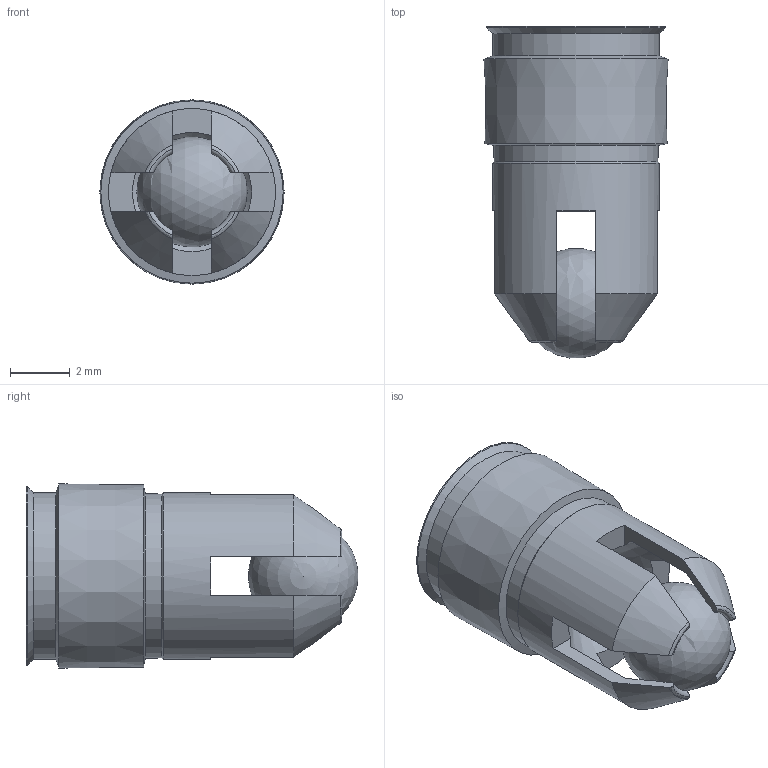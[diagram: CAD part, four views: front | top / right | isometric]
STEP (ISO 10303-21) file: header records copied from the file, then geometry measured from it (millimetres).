
FILE_DESCRIPTION(/* description */ ('STEP AP214'),/* implementation_level */ '2;1');
FILE_NAME(/* name */ '8047365_VABF-L1-14-H2',/* time_stamp */ '2024-09-15T18:19:42+02:00',/* author */ ('License CC BY-ND 4.0'),/* organization */ ('CADENAS'),/* preprocessor_version */ 'ST-DEVELOPER v19.3',/* originating_system */ 'PARTsolutions',/* authorisation */ ' ');
FILE_SCHEMA (('AUTOMOTIVE_DESIGN {1 0 10303 214 3 1 1}'));
Length unit declared in the file: millimetre
Products named in the file (1): 8047365 VABF-L1-14-H2
Bounding box: 6.18 x 11.13 x 6.18 mm (x, y, z)
Volume: 177.1 mm3; surface area: 355.5 mm2
Topology: 1 solids, 1 shells, 63 faces, 189 edges, 123 vertices
Faces by surface type: plane 31, cone 16, torus 8, cylinder 7, sphere 1
Full cylindrical faces by diameter (mm): 2.6 x1, 5.6 x1, 6 x1
Entity records: 2118 total; most frequent: CARTESIAN_POINT 474, ORIENTED_EDGE 344, DIRECTION 326, EDGE_CURVE 172, AXIS2_PLACEMENT_3D 130, VERTEX_POINT 118, EDGE_LOOP 78, FACE_BOUND 78
